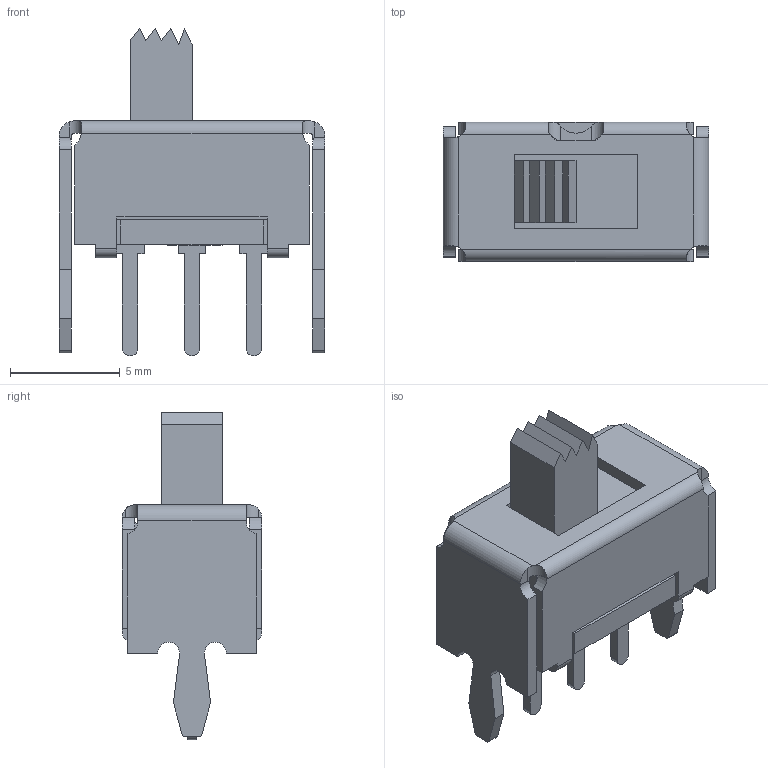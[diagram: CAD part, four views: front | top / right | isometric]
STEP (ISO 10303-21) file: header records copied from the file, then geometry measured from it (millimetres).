
FILE_DESCRIPTION(/* description */ (''),/* implementation_level */ '2;1');
FILE_NAME(/* name */ 'Switch.step',/* time_stamp */ '2022-10-03T20:11:44+08:00',/* author */ (''),/* organization */ (''),/* preprocessor_version */ 'ST-DEVELOPER v19',/* originating_system */ 'Autodesk Translation Framework v11.7.0.108',/* authorisation */ '');
FILE_SCHEMA (('AUTOMOTIVE_DESIGN { 1 0 10303 214 3 1 1 }'));
Length unit declared in the file: millimetre
Products named in the file (3): SW1; SW-TH_SS-12F44-G5; SOLID
Assembly tree (2 placements, depth 3):
  SW1
    SW-TH_SS-12F44-G5
      SOLID
Bounding box: 12.1 x 6.33 x 14.91 mm (x, y, z)
Volume: 342.4 mm3; surface area: 872.3 mm2
Topology: 1 solids, 1 shells, 279 faces, 789 edges, 522 vertices
Faces by surface type: plane 233, cylinder 46
Entity records: 9445 total; most frequent: CARTESIAN_POINT 1763, ORIENTED_EDGE 1578, DIRECTION 1427, EDGE_CURVE 789, LINE 675, VECTOR 675, VERTEX_POINT 522, AXIS2_PLACEMENT_3D 376
